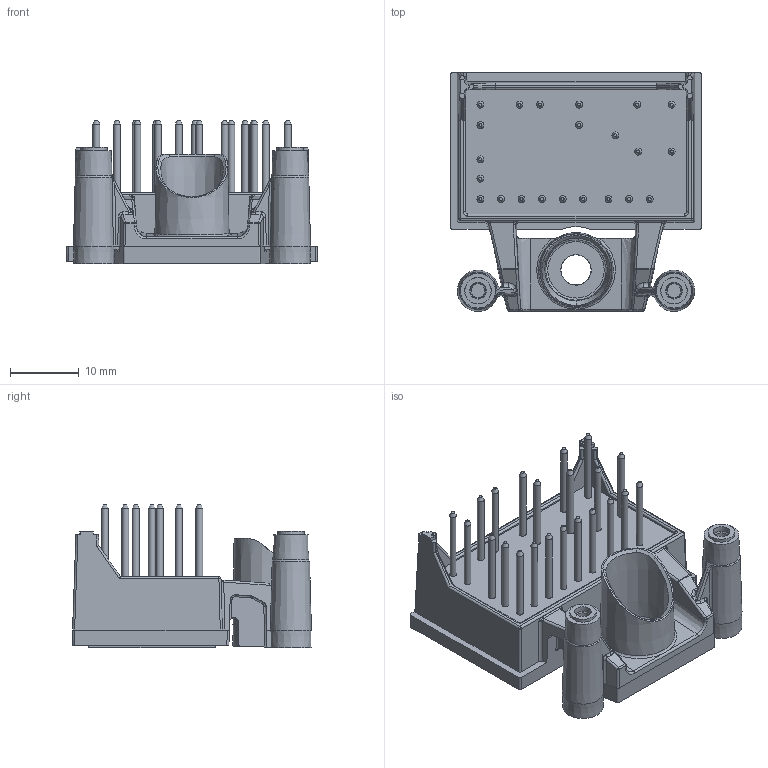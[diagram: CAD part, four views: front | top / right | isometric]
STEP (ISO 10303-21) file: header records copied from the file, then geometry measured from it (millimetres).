
FILE_DESCRIPTION( ( 'Unknown' ), '1' );
FILE_NAME( 'Flow0B-2T17W-L020-02-OL.stp', 'Unknown', ( 'Unknown' ), ( 'Unknown' ), 'PSStep 16.0.42', 'Unknown', ' ' );
FILE_SCHEMA( ( 'AUTOMOTIVE_DESIGN { 1 0 10303 214 1 1 1 1 }' ) );
Length unit declared in the file: millimetre
Products named in the file (1): 1
Bounding box: 36.6 x 34.85 x 20.98 mm (x, y, z)
Volume: 9487 mm3; surface area: 6473.5 mm2
Topology: 1 solids, 1 shells, 458 faces, 1124 edges, 702 vertices
Faces by surface type: plane 174, cylinder 147, bspline 52, cone 51, extrusion 20, sphere 10, torus 4
Full cylindrical faces by diameter (mm): 1 x22
Entity records: 22521 total; most frequent: CARTESIAN_POINT 8664, ORIENTED_EDGE 2084, DIRECTION 2036, EDGE_CURVE 1042, AXIS2_PLACEMENT_3D 776, VERTEX_POINT 691, EDGE_LOOP 567, VECTOR 484
